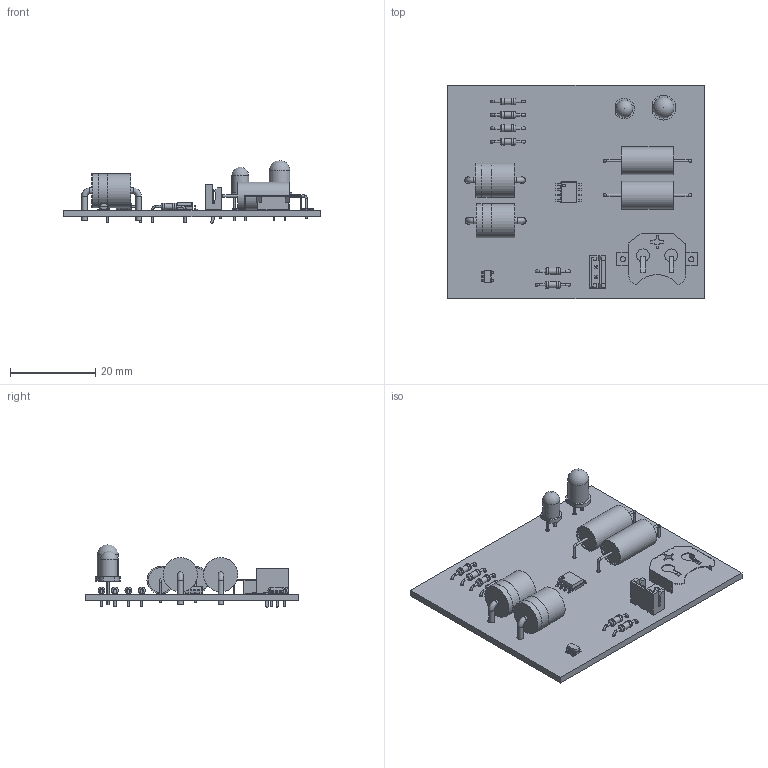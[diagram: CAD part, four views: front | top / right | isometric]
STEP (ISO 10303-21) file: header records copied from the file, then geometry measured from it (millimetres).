
FILE_DESCRIPTION(('KiCad electronic assembly'),'2;1');
FILE_NAME('intro.step','2024-07-10T15:56:59',('Pcbnew'),('Kicad'), 'Open CASCADE STEP processor 7.8','KiCad to STEP converter','Unknown' );
FILE_SCHEMA(('AUTOMOTIVE_DESIGN { 1 0 10303 214 1 1 1 1 }'));
Length unit declared in the file: millimetre
Products named in the file (20): intro 1; LED_D5.0mm; R_Axial_DIN0204_L3.6mm_D1.6mm_P7.62mm_Horizontal; R_Axial_DIN0204_L36mm_D16mm_P762mm_Horizontal; LED_D4.0mm; SOT-23-5; SOT_23_5; JST_EH_B2B-EH-A_1x02_P2.50mm_Vertical; JST_B2B_EH_A; BatteryHolder_Keystone_3000_1x12mm; Keystone_3000_1x12mm; C_Axial_L12.0mm_D6.5mm_P20.00mm_Horizontal; C_Axial_L120mm_D65mm_P2000mm_Horizontal; SOIC-8_3.9x4.9mm_P1.27mm; SOIC_8_39x49mm_P127mm; D_5KPW_P12.70mm_Horizontal; _autosave-intro_PCB
Assembly tree (26 placements, depth 3):
  intro 1
    LED_D5.0mm
      LED_D5.0mm
    R_Axial_DIN0204_L3.6mm_D1.6mm_P7.62mm_Horizontal  x6
      R_Axial_DIN0204_L36mm_D16mm_P762mm_Horizontal
    LED_D4.0mm
      LED_D4.0mm
    SOT-23-5
      SOT_23_5
    JST_EH_B2B-EH-A_1x02_P2.50mm_Vertical
      JST_B2B_EH_A
    BatteryHolder_Keystone_3000_1x12mm
      Keystone_3000_1x12mm
    C_Axial_L12.0mm_D6.5mm_P20.00mm_Horizontal  x2
      C_Axial_L120mm_D65mm_P2000mm_Horizontal
    SOIC-8_3.9x4.9mm_P1.27mm
      SOIC_8_39x49mm_P127mm
    D_5KPW_P12.70mm_Horizontal  x2
      D_5KPW_P12.70mm_Horizontal
    _autosave-intro_PCB
Bounding box: 60 x 50 x 14.8 mm (x, y, z)
Volume: 6935.5 mm3; surface area: 9276.8 mm2
Topology: 18 solids, 18 shells, 655 faces, 1546 edges, 975 vertices
Faces by surface type: plane 396, cylinder 164, bspline 61, torus 28, revolution 4, sphere 2
Full cylindrical faces by diameter (mm): 0.5 x32, 0.6 x1, 0.7 x12, 0.8 x4, 0.9 x4, 1 x2, 1.19 x2, 1.3 x8, 1.44 x6, 1.6 x16, 4 x1, 4.9 x1, 5.85 x4, 6.5 x2, 8 x4, 8.02 x2
Entity records: 19985 total; most frequent: CARTESIAN_POINT 3047, ORIENTED_EDGE 2728, DIRECTION 2563, EDGE_CURVE 1364, LINE 1051, VECTOR 1051, VERTEX_POINT 867, AXIS2_PLACEMENT_3D 755
